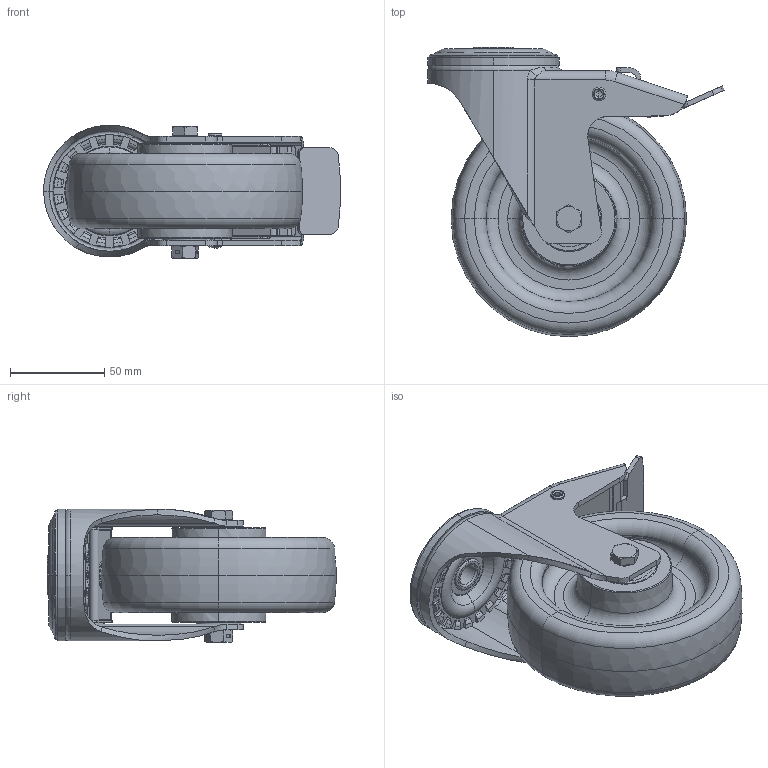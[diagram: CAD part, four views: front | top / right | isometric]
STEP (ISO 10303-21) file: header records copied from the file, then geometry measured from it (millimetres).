
FILE_DESCRIPTION (( 'STEP AP214' ), '1' );
FILE_NAME ('0055868.step', '2023-09-26T10:23:02', ( '' ), ( '' ), 'SwSTEP 2.0', 'SolidWorks 2020', '' );
FILE_SCHEMA (( 'AUTOMOTIVE_DESIGN' ));
Length unit declared in the file: millimetre
Products named in the file (1): 0055868
Bounding box: 157.58 x 153.5 x 71 mm (x, y, z)
Surface area: 180859 mm2 (no closed solid volume)
Topology: 0 solids, 26 shells, 950 faces, 2578 edges, 1666 vertices
Faces by surface type: torus 314, cylinder 234, plane 234, cone 128, bspline 24, sphere 16
Entity records: 44839 total; most frequent: CARTESIAN_POINT 10639, DIRECTION 5105, ORIENTED_EDGE 4723, EDGE_CURVE 2580, AXIS2_PLACEMENT_3D 2176, VERTEX_POINT 1668, CIRCLE 1249, EDGE_LOOP 1023
